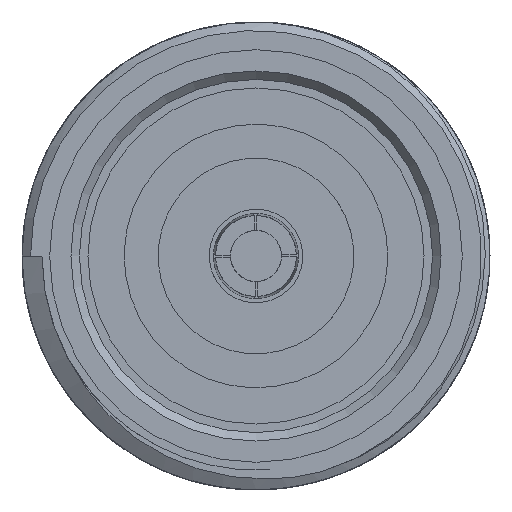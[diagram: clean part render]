
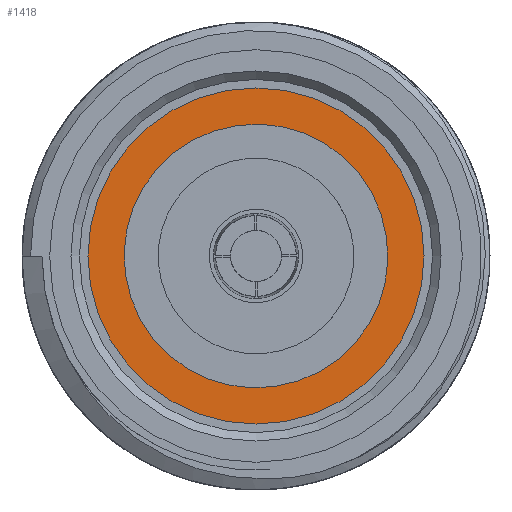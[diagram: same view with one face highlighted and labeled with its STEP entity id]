
A CAD part, left-side view. The second image highlights one B-rep face of the part: STEP entity #1418.
In plain terms, the highlighted face is planar.
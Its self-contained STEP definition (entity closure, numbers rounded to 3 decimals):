
#386=ORIENTED_EDGE('',*,*,#683,.T.);
#387=ORIENTED_EDGE('',*,*,#685,.F.);
#683=EDGE_CURVE('',#857,#857,#971,.T.);
#685=EDGE_CURVE('',#859,#859,#973,.T.);
#857=VERTEX_POINT('',#6782);
#859=VERTEX_POINT('',#6787);
#971=CIRCLE('',#1605,3.1);
#973=CIRCLE('',#1608,3.975);
#1108=EDGE_LOOP('',(#386));
#1109=EDGE_LOOP('',(#387));
#1254=FACE_BOUND('',#1108,.T.);
#1255=FACE_BOUND('',#1109,.T.);
#1330=PLANE('',#1610);
#1418=ADVANCED_FACE('',(#1254,#1255),#1330,.F.);
#1605=AXIS2_PLACEMENT_3D('',#6781,#1909,#1910);
#1608=AXIS2_PLACEMENT_3D('',#6786,#1915,#1916);
#1610=AXIS2_PLACEMENT_3D('',#6789,#1919,#1920);
#1909=DIRECTION('',(0.,0.,-1.));
#1910=DIRECTION('',(1.,0.,0.));
#1915=DIRECTION('',(0.,0.,-1.));
#1916=DIRECTION('',(1.,0.,0.));
#1919=DIRECTION('',(0.,0.,-1.));
#1920=DIRECTION('',(-1.,0.,0.));
#6781=CARTESIAN_POINT('',(0.,0.,0.));
#6782=CARTESIAN_POINT('',(3.1,0.,0.));
#6786=CARTESIAN_POINT('',(0.,0.,0.));
#6787=CARTESIAN_POINT('',(3.975,0.,0.));
#6789=CARTESIAN_POINT('',(0.,0.,0.));
